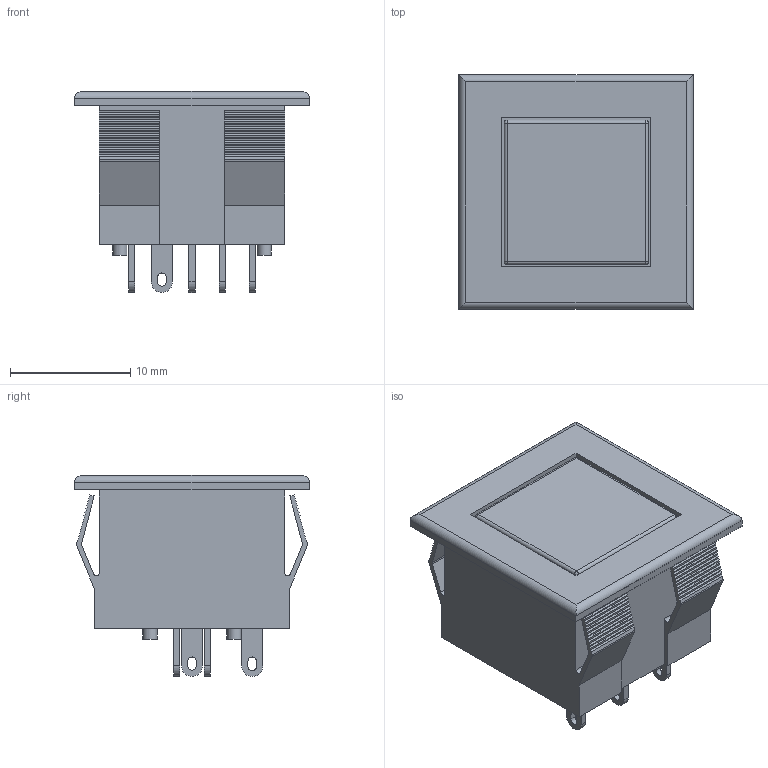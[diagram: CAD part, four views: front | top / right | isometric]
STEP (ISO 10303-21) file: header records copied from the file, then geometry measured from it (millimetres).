
FILE_DESCRIPTION((' '),'2;1');
FILE_NAME('ULP12xxM1xPMCL1xxxxxx.stp','2017-07-26T14:39:55',(' '),(' '),' ','ACIS',' ');
FILE_SCHEMA(('CONFIG_CONTROL_DESIGN'));
Length unit declared in the file: inch
Products named in the file (1): ULP12xxM1xPMCL1xxxxxx.stp
Bounding box: 19.5 x 19.5 x 16.7 mm (x, y, z)
Volume: 10.9 mm3; surface area: 4102 mm2
Topology: 1 solids, 2 shells, 495 faces, 1359 edges, 877 vertices
Faces by surface type: plane 433, cylinder 51, torus 4, sphere 4, cone 3
Full cylindrical faces by diameter (mm): 1 x1, 1.2 x4
Entity records: 15444 total; most frequent: CARTESIAN_POINT 2715, ORIENTED_EDGE 2684, DIRECTION 2439, EDGE_CURVE 1342, VECTOR 1233, LINE 1233, VERTEX_POINT 873, AXIS2_PLACEMENT_3D 603
